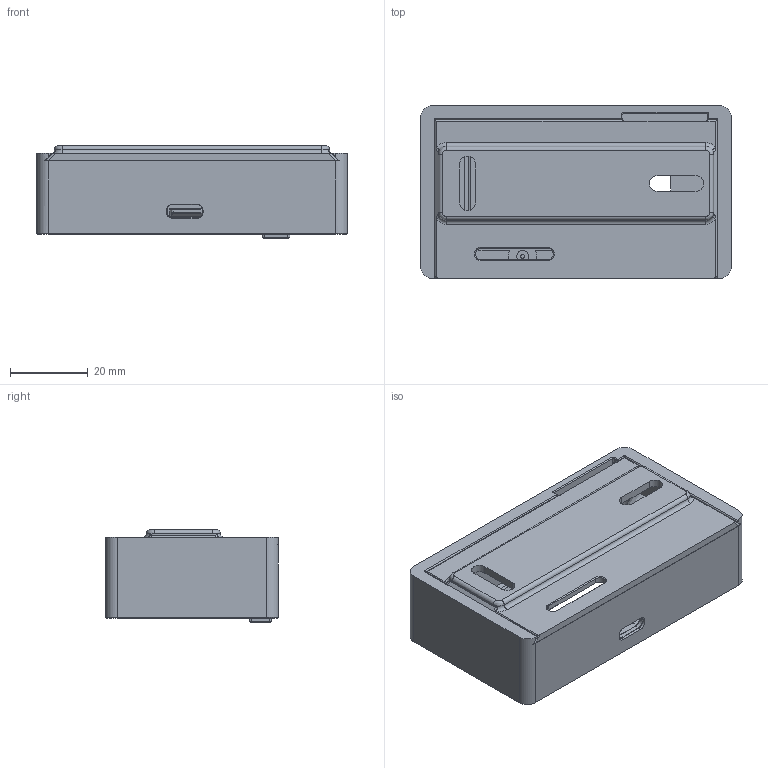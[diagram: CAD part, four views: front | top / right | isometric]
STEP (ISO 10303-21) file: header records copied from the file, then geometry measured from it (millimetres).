
FILE_DESCRIPTION(/* description */ ('','CAx-IF Rec.Pracs.---Representation and Presentation of Product Manufacturing Information (PMI)---4.0---2014-10-13'),/* implementation_level */ '2;1');
FILE_NAME(/* name */ 'Case Assembly.step',/* time_stamp */ '2025-02-16T20:44:46+01:00',/* author */ (''),/* organization */ (''),/* preprocessor_version */ 'ST-DEVELOPER v20',/* originating_system */ 'Autodesk Translation Framework v13.20.0.188',/* authorisation */ '');
FILE_SCHEMA (('AP242_MANAGED_MODEL_BASED_3D_ENGINEERING_MIM_LF { 1 0 10303 442 1 1 4 }'));
Length unit declared in the file: millimetre
Products named in the file (1): Case
Bounding box: 79.73 x 44.4 x 23.78 mm (x, y, z)
Volume: 20531.4 mm3; surface area: 22118 mm2
Topology: 3 solids, 3 shells, 448 faces, 1133 edges, 702 vertices
Faces by surface type: plane 199, cylinder 143, bspline 54, cone 26, torus 24, sphere 2
Full cylindrical faces by diameter (mm): 1 x2, 2 x1, 3 x2
Entity records: 14717 total; most frequent: CARTESIAN_POINT 3999, ORIENTED_EDGE 2258, DIRECTION 2202, EDGE_CURVE 1129, AXIS2_PLACEMENT_3D 776, VERTEX_POINT 702, LINE 650, VECTOR 650
